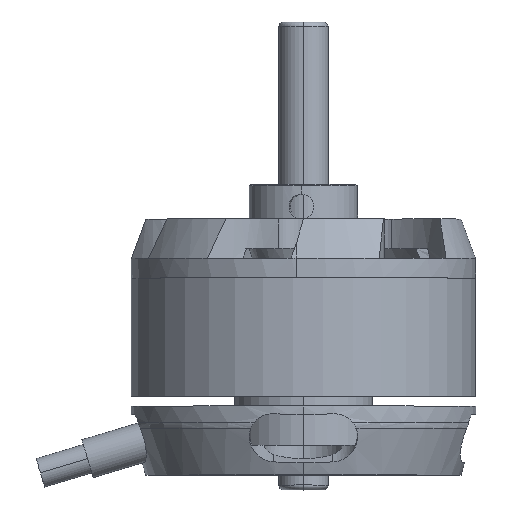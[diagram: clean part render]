
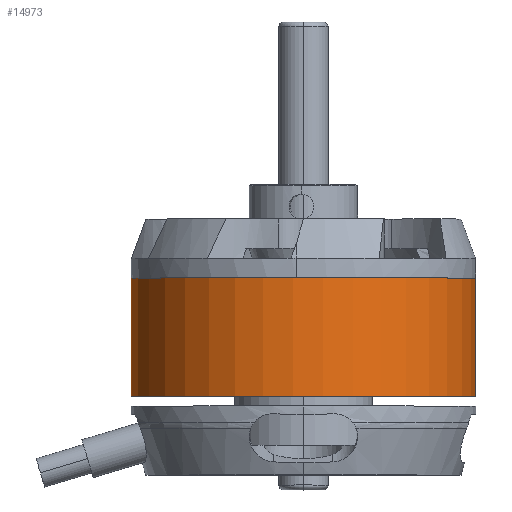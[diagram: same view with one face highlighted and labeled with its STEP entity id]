
A CAD part, top view. The second image highlights one B-rep face of the part: STEP entity #14973.
In plain terms, the highlighted cylindrical face has radius 17.5 mm (diameter 35 mm), a partial arc.
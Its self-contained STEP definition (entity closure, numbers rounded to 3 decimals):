
#112 = VECTOR ( 'NONE', #10473, 1000. ) ;
#267 = EDGE_CURVE ( 'NONE', #10746, #4814, #10369, .T. ) ;
#905 = CARTESIAN_POINT ( 'NONE',  ( 0., 12., 0. ) ) ;
#1564 = LINE ( 'NONE', #2063, #112 ) ;
#1572 = EDGE_LOOP ( 'NONE', ( #2376, #6966, #11981, #7960 ) ) ;
#1992 = DIRECTION ( 'NONE',  ( 0., -1., 0. ) ) ;
#2063 = CARTESIAN_POINT ( 'NONE',  ( 0., 12., -17.5 ) ) ;
#2376 = ORIENTED_EDGE ( 'NONE', *, *, #12541, .F. ) ;
#2646 = DIRECTION ( 'NONE',  ( 0., 0., 1. ) ) ;
#2681 = AXIS2_PLACEMENT_3D ( 'NONE', #6982, #12856, #2646 ) ;
#2728 = CYLINDRICAL_SURFACE ( 'NONE', #5910, 17.5 ) ;
#2917 = DIRECTION ( 'NONE',  ( 0., 1., 0. ) ) ;
#3623 = EDGE_CURVE ( 'NONE', #4814, #5794, #7635, .T. ) ;
#4125 = CARTESIAN_POINT ( 'NONE',  ( 0., 12., 17.5 ) ) ;
#4451 = DIRECTION ( 'NONE',  ( 0., -1., 0. ) ) ;
#4814 = VERTEX_POINT ( 'NONE', #11932 ) ;
#5794 = VERTEX_POINT ( 'NONE', #13024 ) ;
#5797 = VERTEX_POINT ( 'NONE', #14023 ) ;
#5890 = EDGE_CURVE ( 'NONE', #5797, #5794, #1564, .T. ) ;
#5910 = AXIS2_PLACEMENT_3D ( 'NONE', #12178, #1992, #10148 ) ;
#6030 = FACE_OUTER_BOUND ( 'NONE', #1572, .T. ) ;
#6966 = ORIENTED_EDGE ( 'NONE', *, *, #267, .T. ) ;
#6982 = CARTESIAN_POINT ( 'NONE',  ( 0., 0., 0. ) ) ;
#7534 = CARTESIAN_POINT ( 'NONE',  ( 0., 12., 17.5 ) ) ;
#7635 = CIRCLE ( 'NONE', #2681, 17.5 ) ;
#7738 = CIRCLE ( 'NONE', #15070, 17.5 ) ;
#7960 = ORIENTED_EDGE ( 'NONE', *, *, #5890, .F. ) ;
#10148 = DIRECTION ( 'NONE',  ( 0., 0., -1. ) ) ;
#10369 = LINE ( 'NONE', #7534, #13611 ) ;
#10473 = DIRECTION ( 'NONE',  ( 0., -1., 0. ) ) ;
#10746 = VERTEX_POINT ( 'NONE', #4125 ) ;
#10881 = DIRECTION ( 'NONE',  ( 0., 0., 1. ) ) ;
#11932 = CARTESIAN_POINT ( 'NONE',  ( 0., 0., 17.5 ) ) ;
#11981 = ORIENTED_EDGE ( 'NONE', *, *, #3623, .T. ) ;
#12178 = CARTESIAN_POINT ( 'NONE',  ( 0., 12., 0. ) ) ;
#12541 = EDGE_CURVE ( 'NONE', #10746, #5797, #7738, .T. ) ;
#12856 = DIRECTION ( 'NONE',  ( 0., 1., 0. ) ) ;
#13024 = CARTESIAN_POINT ( 'NONE',  ( 0., 0., -17.5 ) ) ;
#13611 = VECTOR ( 'NONE', #4451, 1000. ) ;
#14023 = CARTESIAN_POINT ( 'NONE',  ( 0., 12., -17.5 ) ) ;
#14973 = ADVANCED_FACE ( 'NONE', ( #6030 ), #2728, .T. ) ;
#15070 = AXIS2_PLACEMENT_3D ( 'NONE', #905, #2917, #10881 ) ;
